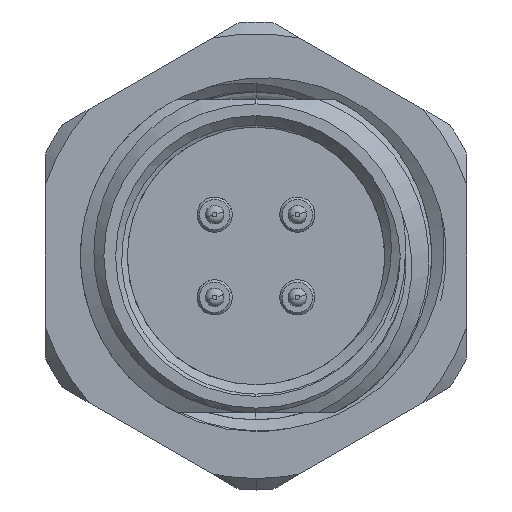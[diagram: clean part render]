
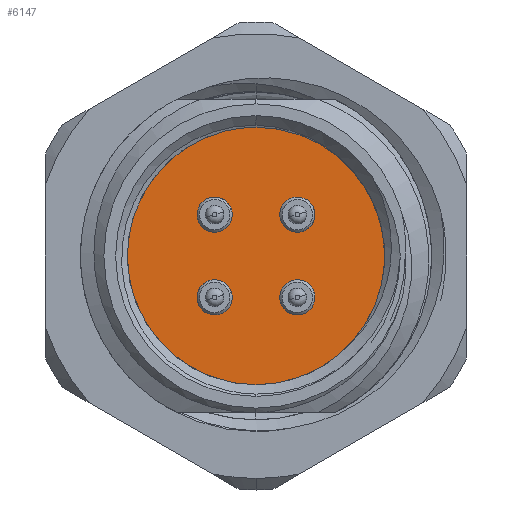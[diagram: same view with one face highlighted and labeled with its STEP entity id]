
A CAD part, left-side view. The second image highlights one B-rep face of the part: STEP entity #6147.
In plain terms, the highlighted face is planar.
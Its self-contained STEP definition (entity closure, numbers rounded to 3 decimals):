
#161 = CIRCLE ( 'NONE', #2258, 0.75 ) ;
#226 = DIRECTION ( 'NONE',  ( 0., 0., -1. ) ) ;
#318 = AXIS2_PLACEMENT_3D ( 'NONE', #9495, #10435, #7410 ) ;
#337 = DIRECTION ( 'NONE',  ( 1., 0., 0. ) ) ;
#679 = AXIS2_PLACEMENT_3D ( 'NONE', #4609, #11304, #6551 ) ;
#848 = AXIS2_PLACEMENT_3D ( 'NONE', #10720, #1246, #2189 ) ;
#870 = CARTESIAN_POINT ( 'NONE',  ( 9.25, 1.768, -2.518 ) ) ;
#926 = FACE_BOUND ( 'NONE', #7438, .T. ) ;
#957 = ORIENTED_EDGE ( 'NONE', *, *, #1749, .F. ) ;
#1038 = CIRCLE ( 'NONE', #5011, 6. ) ;
#1104 = ORIENTED_EDGE ( 'NONE', *, *, #3200, .F. ) ;
#1246 = DIRECTION ( 'NONE',  ( 1., 0., 0. ) ) ;
#1449 = EDGE_CURVE ( 'NONE', #3977, #1602, #161, .T. ) ;
#1562 = CIRCLE ( 'NONE', #10113, 0.75 ) ;
#1602 = VERTEX_POINT ( 'NONE', #4920 ) ;
#1727 = VERTEX_POINT ( 'NONE', #6807 ) ;
#1749 = EDGE_CURVE ( 'NONE', #2905, #11400, #2542, .T. ) ;
#1815 = CIRCLE ( 'NONE', #679, 0.75 ) ;
#1911 = EDGE_LOOP ( 'NONE', ( #6853, #9224 ) ) ;
#2189 = DIRECTION ( 'NONE',  ( 0., 0., -1. ) ) ;
#2258 = AXIS2_PLACEMENT_3D ( 'NONE', #7429, #10369, #3591 ) ;
#2295 = CARTESIAN_POINT ( 'NONE',  ( 9.25, 1.768, -1.768 ) ) ;
#2347 = ORIENTED_EDGE ( 'NONE', *, *, #6093, .F. ) ;
#2542 = CIRCLE ( 'NONE', #11313, 0.75 ) ;
#2650 = EDGE_CURVE ( 'NONE', #4767, #1727, #1562, .T. ) ;
#2861 = CIRCLE ( 'NONE', #848, 6. ) ;
#2905 = VERTEX_POINT ( 'NONE', #6756 ) ;
#3188 = CARTESIAN_POINT ( 'NONE',  ( 9.25, 1.768, 1.768 ) ) ;
#3200 = EDGE_CURVE ( 'NONE', #6271, #4664, #1815, .T. ) ;
#3457 = FACE_OUTER_BOUND ( 'NONE', #1911, .T. ) ;
#3591 = DIRECTION ( 'NONE',  ( 0., 0., -1. ) ) ;
#3634 = CIRCLE ( 'NONE', #7140, 0.75 ) ;
#3715 = CARTESIAN_POINT ( 'NONE',  ( 9.25, -1.768, -1.768 ) ) ;
#3748 = EDGE_LOOP ( 'NONE', ( #2347, #1104 ) ) ;
#3753 = CIRCLE ( 'NONE', #11664, 0.75 ) ;
#3755 = VERTEX_POINT ( 'NONE', #5414 ) ;
#3977 = VERTEX_POINT ( 'NONE', #8721 ) ;
#4538 = PLANE ( 'NONE',  #318 ) ;
#4575 = DIRECTION ( 'NONE',  ( 1., 0., 0. ) ) ;
#4609 = CARTESIAN_POINT ( 'NONE',  ( 9.25, -1.768, 1.768 ) ) ;
#4664 = VERTEX_POINT ( 'NONE', #5534 ) ;
#4767 = VERTEX_POINT ( 'NONE', #12392 ) ;
#4920 = CARTESIAN_POINT ( 'NONE',  ( 9.25, 1.768, 1.018 ) ) ;
#5011 = AXIS2_PLACEMENT_3D ( 'NONE', #5087, #5044, #5172 ) ;
#5044 = DIRECTION ( 'NONE',  ( 1., 0., 0. ) ) ;
#5087 = CARTESIAN_POINT ( 'NONE',  ( 9.25, 0., 0. ) ) ;
#5172 = DIRECTION ( 'NONE',  ( 0., 0., -1. ) ) ;
#5414 = CARTESIAN_POINT ( 'NONE',  ( 9.25, 0., -6. ) ) ;
#5534 = CARTESIAN_POINT ( 'NONE',  ( 9.25, -1.768, 1.018 ) ) ;
#5547 = AXIS2_PLACEMENT_3D ( 'NONE', #2295, #7011, #8973 ) ;
#6093 = EDGE_CURVE ( 'NONE', #4664, #6271, #3753, .T. ) ;
#6147 = ADVANCED_FACE ( 'NONE', ( #12128, #11510, #926, #9753, #3457 ), #4538, .F. ) ;
#6271 = VERTEX_POINT ( 'NONE', #10551 ) ;
#6551 = DIRECTION ( 'NONE',  ( 0., 0., -1. ) ) ;
#6556 = DIRECTION ( 'NONE',  ( 0., 0., -1. ) ) ;
#6747 = AXIS2_PLACEMENT_3D ( 'NONE', #3188, #337, #6987 ) ;
#6756 = CARTESIAN_POINT ( 'NONE',  ( 9.25, 1.768, -1.018 ) ) ;
#6807 = CARTESIAN_POINT ( 'NONE',  ( 9.25, -1.768, -2.518 ) ) ;
#6848 = DIRECTION ( 'NONE',  ( 1., 0., 0. ) ) ;
#6853 = ORIENTED_EDGE ( 'NONE', *, *, #8376, .T. ) ;
#6901 = EDGE_LOOP ( 'NONE', ( #11678, #8301 ) ) ;
#6987 = DIRECTION ( 'NONE',  ( 0., 0., -1. ) ) ;
#7011 = DIRECTION ( 'NONE',  ( 1., 0., 0. ) ) ;
#7140 = AXIS2_PLACEMENT_3D ( 'NONE', #9579, #11519, #8619 ) ;
#7158 = EDGE_CURVE ( 'NONE', #11400, #2905, #8420, .T. ) ;
#7410 = DIRECTION ( 'NONE',  ( 0., 0., 1. ) ) ;
#7429 = CARTESIAN_POINT ( 'NONE',  ( 9.25, 1.768, 1.768 ) ) ;
#7438 = EDGE_LOOP ( 'NONE', ( #11152, #957 ) ) ;
#7465 = EDGE_CURVE ( 'NONE', #1727, #4767, #3634, .T. ) ;
#7510 = CIRCLE ( 'NONE', #6747, 0.75 ) ;
#7558 = EDGE_CURVE ( 'NONE', #1602, #3977, #7510, .T. ) ;
#8039 = VERTEX_POINT ( 'NONE', #8623 ) ;
#8301 = ORIENTED_EDGE ( 'NONE', *, *, #1449, .F. ) ;
#8313 = ORIENTED_EDGE ( 'NONE', *, *, #7465, .F. ) ;
#8376 = EDGE_CURVE ( 'NONE', #3755, #8039, #2861, .T. ) ;
#8420 = CIRCLE ( 'NONE', #5547, 0.75 ) ;
#8499 = EDGE_LOOP ( 'NONE', ( #8313, #10447 ) ) ;
#8619 = DIRECTION ( 'NONE',  ( 0., 0., -1. ) ) ;
#8623 = CARTESIAN_POINT ( 'NONE',  ( 9.25, 0., 6. ) ) ;
#8633 = DIRECTION ( 'NONE',  ( 1., 0., 0. ) ) ;
#8721 = CARTESIAN_POINT ( 'NONE',  ( 9.25, 1.768, 2.518 ) ) ;
#8973 = DIRECTION ( 'NONE',  ( 0., 0., -1. ) ) ;
#9224 = ORIENTED_EDGE ( 'NONE', *, *, #11049, .T. ) ;
#9495 = CARTESIAN_POINT ( 'NONE',  ( 9.25, 4.5, 0. ) ) ;
#9579 = CARTESIAN_POINT ( 'NONE',  ( 9.25, -1.768, -1.768 ) ) ;
#9683 = DIRECTION ( 'NONE',  ( 0., 0., -1. ) ) ;
#9753 = FACE_BOUND ( 'NONE', #6901, .T. ) ;
#10113 = AXIS2_PLACEMENT_3D ( 'NONE', #3715, #6848, #226 ) ;
#10369 = DIRECTION ( 'NONE',  ( 1., 0., 0. ) ) ;
#10435 = DIRECTION ( 'NONE',  ( -1., 0., 0. ) ) ;
#10447 = ORIENTED_EDGE ( 'NONE', *, *, #2650, .F. ) ;
#10551 = CARTESIAN_POINT ( 'NONE',  ( 9.25, -1.768, 2.518 ) ) ;
#10610 = CARTESIAN_POINT ( 'NONE',  ( 9.25, 1.768, -1.768 ) ) ;
#10720 = CARTESIAN_POINT ( 'NONE',  ( 9.25, 0., 0. ) ) ;
#11049 = EDGE_CURVE ( 'NONE', #8039, #3755, #1038, .T. ) ;
#11152 = ORIENTED_EDGE ( 'NONE', *, *, #7158, .F. ) ;
#11270 = CARTESIAN_POINT ( 'NONE',  ( 9.25, -1.768, 1.768 ) ) ;
#11304 = DIRECTION ( 'NONE',  ( 1., 0., 0. ) ) ;
#11313 = AXIS2_PLACEMENT_3D ( 'NONE', #10610, #8633, #9683 ) ;
#11400 = VERTEX_POINT ( 'NONE', #870 ) ;
#11510 = FACE_BOUND ( 'NONE', #8499, .T. ) ;
#11519 = DIRECTION ( 'NONE',  ( 1., 0., 0. ) ) ;
#11664 = AXIS2_PLACEMENT_3D ( 'NONE', #11270, #4575, #6556 ) ;
#11678 = ORIENTED_EDGE ( 'NONE', *, *, #7558, .F. ) ;
#12128 = FACE_BOUND ( 'NONE', #3748, .T. ) ;
#12392 = CARTESIAN_POINT ( 'NONE',  ( 9.25, -1.768, -1.018 ) ) ;
